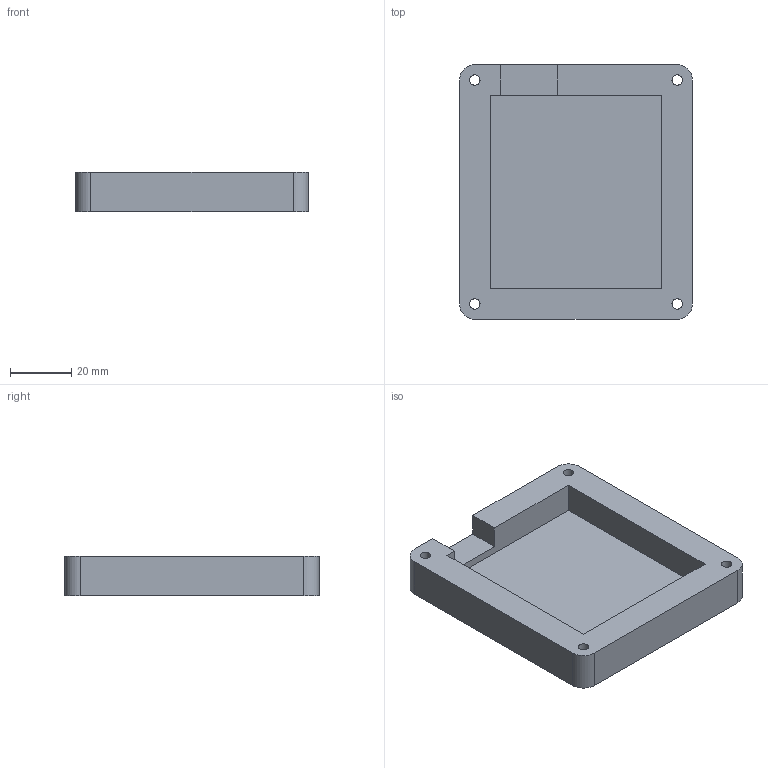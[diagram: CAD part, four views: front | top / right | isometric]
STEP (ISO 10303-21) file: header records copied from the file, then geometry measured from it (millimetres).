
FILE_DESCRIPTION(/* description */ (''),/* implementation_level */ '2;1');
FILE_NAME(/* name */ 'Case Final.step',/* time_stamp */ '2025-12-03T20:07:27+05:30',/* author */ (''),/* organization */ (''),/* preprocessor_version */ 'ST-DEVELOPER v20.1',/* originating_system */ 'Autodesk Translation Framework v14.4.0.0',/* authorisation */ '');
FILE_SCHEMA (('AUTOMOTIVE_DESIGN { 1 0 10303 214 3 1 1 }'));
Length unit declared in the file: millimetre
Products named in the file (1): Case
Bounding box: 76 x 83 x 13 mm (x, y, z)
Volume: 44344 mm3; surface area: 19450.3 mm2
Topology: 1 solids, 1 shells, 199 faces, 537 edges, 358 vertices
Faces by surface type: plane 105, bspline 82, cylinder 12
Full cylindrical faces by diameter (mm): 3.4 x4, 6 x4
Entity records: 7004 total; most frequent: CARTESIAN_POINT 2489, ORIENTED_EDGE 1074, DIRECTION 633, EDGE_CURVE 537, VERTEX_POINT 358, LINE 349, VECTOR 349, EDGE_LOOP 225
